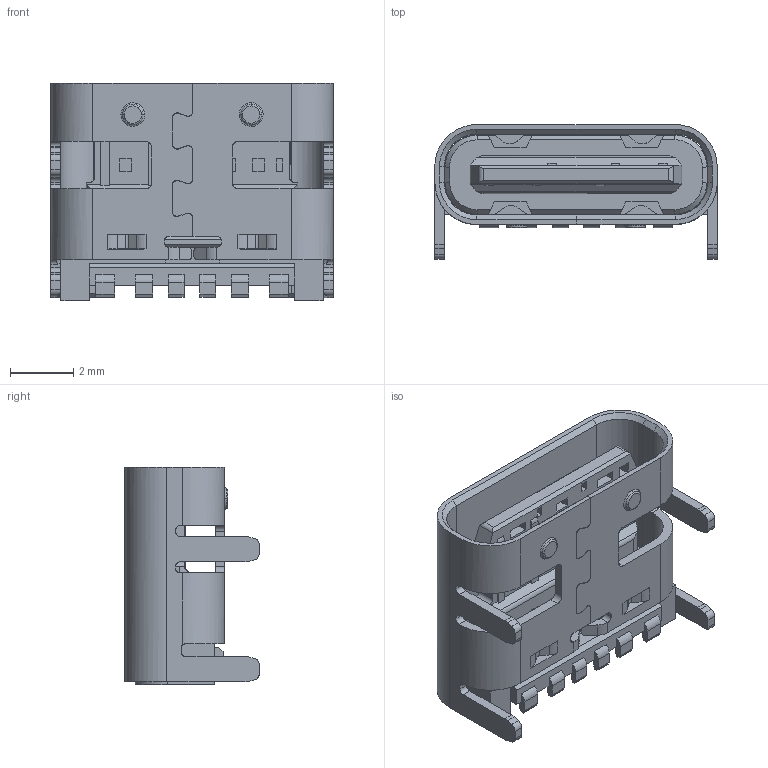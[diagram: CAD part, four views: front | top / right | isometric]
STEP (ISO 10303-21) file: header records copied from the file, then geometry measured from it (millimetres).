
FILE_DESCRIPTION (( 'STEP AP214' ), '1' );
FILE_NAME ('USB4125-GF-A.STEP', '2023-11-26T14:57:03', ( '' ), ( '' ), 'SwSTEP 2.0', 'SolidWorks 2022', '' );
FILE_SCHEMA (( 'AUTOMOTIVE_DESIGN' ));
Length unit declared in the file: millimetre
Products named in the file (2): USB4125-GF-A; USB4125-GF-A_PART1
Assembly tree (1 placements, depth 2):
  USB4125-GF-A
    USB4125-GF-A_PART1
Bounding box: 8.94 x 4.26 x 6.9 mm (x, y, z)
Surface area: 450.6 mm2 (no closed solid volume)
Topology: 0 solids, 1 shells, 681 faces, 1967 edges, 1281 vertices
Faces by surface type: plane 489, cylinder 164, cone 18, bspline 8, torus 2
Entity records: 26970 total; most frequent: CARTESIAN_POINT 6207, ORIENTED_EDGE 3930, DIRECTION 2934, EDGE_CURVE 1967, VECTOR 1504, LINE 1504, VERTEX_POINT 1281, EDGE_LOOP 728
